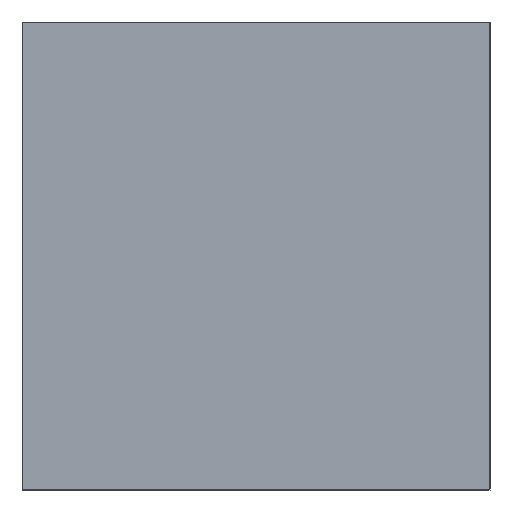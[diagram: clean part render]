
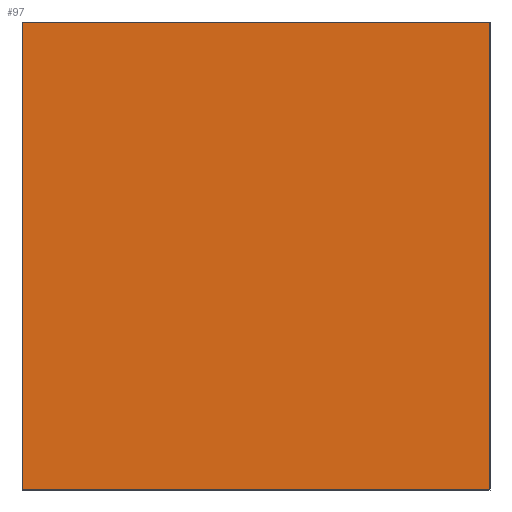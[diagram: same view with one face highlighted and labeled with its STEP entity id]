
A CAD part, left-side view. The second image highlights one B-rep face of the part: STEP entity #97.
In plain terms, the highlighted planar face has unit normal (-1, 0, 0).
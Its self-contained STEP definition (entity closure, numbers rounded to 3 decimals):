
#16 = EDGE_CURVE ( 'NONE', #1110, #723, #660, .T. ) ;
#82 = EDGE_CURVE ( 'NONE', #644, #1110, #1034, .T. ) ;
#97 = ADVANCED_FACE ( 'NONE', ( #100 ), #1011, .F. ) ;
#100 = FACE_OUTER_BOUND ( 'NONE', #1343, .T. ) ;
#118 = CARTESIAN_POINT ( 'NONE',  ( -120.75, 29., -29. ) ) ;
#137 = ORIENTED_EDGE ( 'NONE', *, *, #343, .T. ) ;
#343 = EDGE_CURVE ( 'NONE', #644, #1077, #1092, .T. ) ;
#377 = ORIENTED_EDGE ( 'NONE', *, *, #962, .T. ) ;
#380 = DIRECTION ( 'NONE',  ( 0., -1., 0. ) ) ;
#399 = CARTESIAN_POINT ( 'NONE',  ( -120.75, 29., 29. ) ) ;
#529 = VECTOR ( 'NONE', #685, 1000. ) ;
#579 = CARTESIAN_POINT ( 'NONE',  ( -120.75, 29., 29. ) ) ;
#599 = CARTESIAN_POINT ( 'NONE',  ( -120.75, -29., -29. ) ) ;
#644 = VERTEX_POINT ( 'NONE', #937 ) ;
#660 = LINE ( 'NONE', #399, #949 ) ;
#677 = CARTESIAN_POINT ( 'NONE',  ( -120.75, -29., -29. ) ) ;
#683 = ORIENTED_EDGE ( 'NONE', *, *, #16, .F. ) ;
#685 = DIRECTION ( 'NONE',  ( 0., 0., 1. ) ) ;
#696 = AXIS2_PLACEMENT_3D ( 'NONE', #956, #1024, #1028 ) ;
#723 = VERTEX_POINT ( 'NONE', #861 ) ;
#861 = CARTESIAN_POINT ( 'NONE',  ( -120.75, -29., 29. ) ) ;
#878 = CARTESIAN_POINT ( 'NONE',  ( -120.75, 29., -29. ) ) ;
#901 = DIRECTION ( 'NONE',  ( 0., 0., 1. ) ) ;
#937 = CARTESIAN_POINT ( 'NONE',  ( -120.75, 29., -29. ) ) ;
#949 = VECTOR ( 'NONE', #380, 1000. ) ;
#956 = CARTESIAN_POINT ( 'NONE',  ( -120.75, 29., -29. ) ) ;
#962 = EDGE_CURVE ( 'NONE', #1077, #723, #1156, .T. ) ;
#1011 = PLANE ( 'NONE',  #696 ) ;
#1020 = VECTOR ( 'NONE', #1135, 1000. ) ;
#1024 = DIRECTION ( 'NONE',  ( 1., 0., 0. ) ) ;
#1028 = DIRECTION ( 'NONE',  ( 0., 0., -1. ) ) ;
#1034 = LINE ( 'NONE', #878, #1340 ) ;
#1077 = VERTEX_POINT ( 'NONE', #599 ) ;
#1092 = LINE ( 'NONE', #118, #1020 ) ;
#1110 = VERTEX_POINT ( 'NONE', #579 ) ;
#1135 = DIRECTION ( 'NONE',  ( 0., -1., 0. ) ) ;
#1156 = LINE ( 'NONE', #677, #529 ) ;
#1313 = ORIENTED_EDGE ( 'NONE', *, *, #82, .F. ) ;
#1340 = VECTOR ( 'NONE', #901, 1000. ) ;
#1343 = EDGE_LOOP ( 'NONE', ( #377, #683, #1313, #137 ) ) ;
